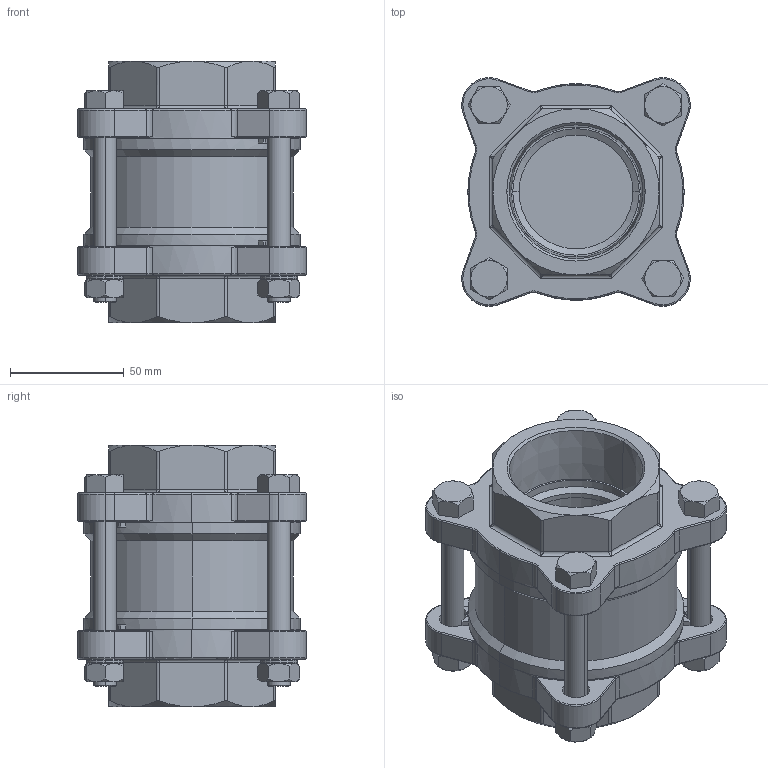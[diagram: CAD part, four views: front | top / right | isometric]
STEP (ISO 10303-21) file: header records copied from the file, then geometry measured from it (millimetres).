
FILE_DESCRIPTION (( 'STEP AP203' ), '1' );
FILE_NAME ('WA-002-S008-PN40-2-TOTAL ASSEMBLY.STEP', '2019-02-15T07:01:19', ( '' ), ( '' ), 'SwSTEP 2.0', 'SolidWorks 2012', '' );
FILE_SCHEMA (( 'CONFIG_CONTROL_DESIGN' ));
Length unit declared in the file: millimetre
Products named in the file (6): WA-002-S008-PN40-2-TOTAL ASSEMBLY; WA-002-S008-PN40-2-WASHER; WA-002-S008-PN40-2-NUT; WA-002-S008-PN40-2-BOLT; WA-002-S008-PN40-2-CAP; WA-002-S008-PN40-2-BODY
Assembly tree (15 placements, depth 2):
  WA-002-S008-PN40-2-TOTAL ASSEMBLY
    WA-002-S008-PN40-2-BODY
    WA-002-S008-PN40-2-CAP  x2
    WA-002-S008-PN40-2-BOLT  x4
    WA-002-S008-PN40-2-NUT  x4
    WA-002-S008-PN40-2-WASHER  x4
Bounding box: 100.4 x 100.4 x 115 mm (x, y, z)
Volume: 554018.1 mm3; surface area: 109929.5 mm2
Topology: 15 solids, 15 shells, 558 faces, 1272 edges, 738 vertices
Faces by surface type: cylinder 180, plane 140, cone 124, torus 98, bspline 16
Entity records: 8463 total; most frequent: CARTESIAN_POINT 1983, DIRECTION 1255, ORIENTED_EDGE 1132, EDGE_CURVE 566, AXIS2_PLACEMENT_3D 528, VERTEX_POINT 336, CIRCLE 273, EDGE_LOOP 264
